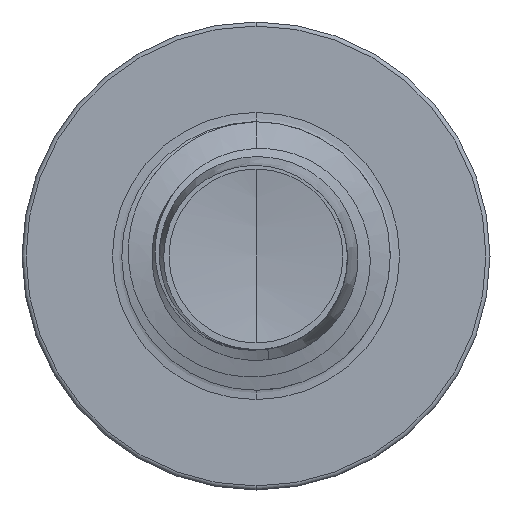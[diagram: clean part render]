
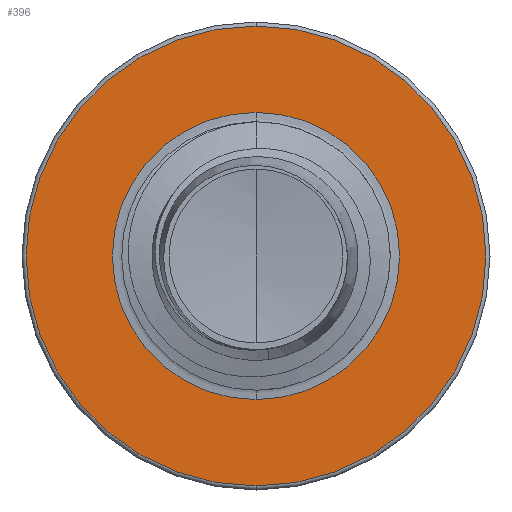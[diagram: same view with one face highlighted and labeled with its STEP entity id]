
A CAD part, front view. The second image highlights one B-rep face of the part: STEP entity #396.
In plain terms, the highlighted planar face has unit normal (0, -1, 0).
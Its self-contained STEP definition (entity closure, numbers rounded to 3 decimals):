
#396 = ADVANCED_FACE ( 'NONE', ( #460, #6929 ), #2981, .F. ) ;
#460 = FACE_OUTER_BOUND ( 'NONE', #9845, .T. ) ;
#777 = ORIENTED_EDGE ( 'NONE', *, *, #3526, .F. ) ;
#961 = CARTESIAN_POINT ( 'NONE',  ( 0., 3., 0. ) ) ;
#1139 = EDGE_LOOP ( 'NONE', ( #9709, #9745 ) ) ;
#1197 = CARTESIAN_POINT ( 'NONE',  ( 0., 3., 0. ) ) ;
#1414 = DIRECTION ( 'NONE',  ( 0., 1., 0. ) ) ;
#1455 = CARTESIAN_POINT ( 'NONE',  ( 0., 3., -1.872 ) ) ;
#1823 = DIRECTION ( 'NONE',  ( 0., 0., 1. ) ) ;
#2039 = CIRCLE ( 'NONE', #7323, 1.872 ) ;
#2048 = DIRECTION ( 'NONE',  ( 0., 0., 1. ) ) ;
#2068 = EDGE_CURVE ( 'NONE', #2248, #5904, #8696, .T. ) ;
#2248 = VERTEX_POINT ( 'NONE', #2604 ) ;
#2442 = DIRECTION ( 'NONE',  ( 0., 1., 0. ) ) ;
#2604 = CARTESIAN_POINT ( 'NONE',  ( 0., 3., 1.872 ) ) ;
#2623 = DIRECTION ( 'NONE',  ( 0., 0., 1. ) ) ;
#2868 = AXIS2_PLACEMENT_3D ( 'NONE', #4809, #10716, #10559 ) ;
#2981 = PLANE ( 'NONE',  #5809 ) ;
#3161 = CARTESIAN_POINT ( 'NONE',  ( 0., 3., 2.998 ) ) ;
#3163 = AXIS2_PLACEMENT_3D ( 'NONE', #1197, #7097, #2048 ) ;
#3526 = EDGE_CURVE ( 'NONE', #8578, #7846, #10151, .T. ) ;
#4672 = EDGE_CURVE ( 'NONE', #5904, #2248, #2039, .T. ) ;
#4767 = CARTESIAN_POINT ( 'NONE',  ( 0., 3., -2.997 ) ) ;
#4809 = CARTESIAN_POINT ( 'NONE',  ( 0., 3., 0. ) ) ;
#5004 = ORIENTED_EDGE ( 'NONE', *, *, #8233, .F. ) ;
#5809 = AXIS2_PLACEMENT_3D ( 'NONE', #1455, #1414, #2623 ) ;
#5895 = AXIS2_PLACEMENT_3D ( 'NONE', #961, #6865, #1823 ) ;
#5904 = VERTEX_POINT ( 'NONE', #10539 ) ;
#6272 = CIRCLE ( 'NONE', #5895, 2.997 ) ;
#6865 = DIRECTION ( 'NONE',  ( 0., 1., 0. ) ) ;
#6929 = FACE_BOUND ( 'NONE', #1139, .T. ) ;
#7097 = DIRECTION ( 'NONE',  ( 0., 1., 0. ) ) ;
#7323 = AXIS2_PLACEMENT_3D ( 'NONE', #7473, #2442, #8275 ) ;
#7473 = CARTESIAN_POINT ( 'NONE',  ( 0., 3., 0. ) ) ;
#7846 = VERTEX_POINT ( 'NONE', #4767 ) ;
#8233 = EDGE_CURVE ( 'NONE', #7846, #8578, #6272, .T. ) ;
#8275 = DIRECTION ( 'NONE',  ( 0., 0., 1. ) ) ;
#8578 = VERTEX_POINT ( 'NONE', #3161 ) ;
#8696 = CIRCLE ( 'NONE', #2868, 1.872 ) ;
#9709 = ORIENTED_EDGE ( 'NONE', *, *, #2068, .T. ) ;
#9745 = ORIENTED_EDGE ( 'NONE', *, *, #4672, .T. ) ;
#9845 = EDGE_LOOP ( 'NONE', ( #777, #5004 ) ) ;
#10151 = CIRCLE ( 'NONE', #3163, 2.997 ) ;
#10539 = CARTESIAN_POINT ( 'NONE',  ( 0., 3., -1.872 ) ) ;
#10559 = DIRECTION ( 'NONE',  ( 0., 0., 1. ) ) ;
#10716 = DIRECTION ( 'NONE',  ( 0., 1., 0. ) ) ;
